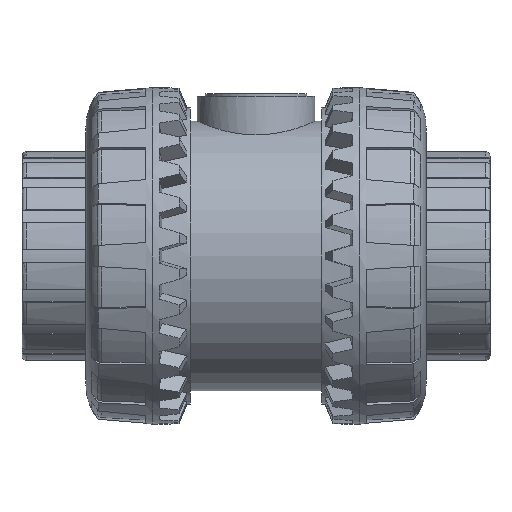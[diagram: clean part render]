
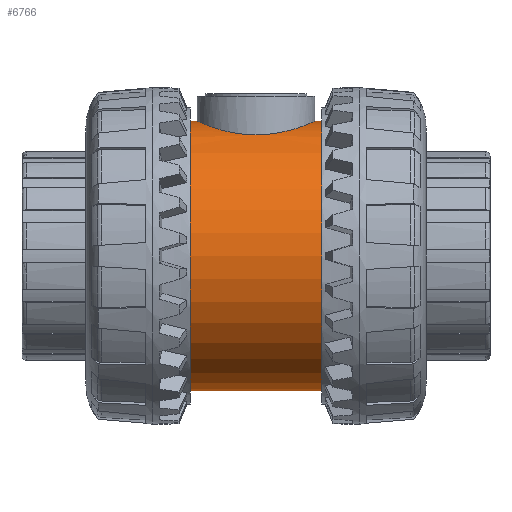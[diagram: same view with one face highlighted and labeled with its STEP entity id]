
A CAD part, front view. The second image highlights one B-rep face of the part: STEP entity #6766.
In plain terms, the highlighted cylindrical face has radius 40 mm (diameter 80 mm), a full revolution.
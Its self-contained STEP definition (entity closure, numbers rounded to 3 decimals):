
#1308=B_SPLINE_CURVE_WITH_KNOTS($,3,(#10247,#10248,#10249,#10250,#10251,
#10252,#10253,#10254,#10255,#10256,#10257,#10258,#10259,#10260,#10261,#10262,
#10263,#10264,#10265,#10266,#10267,#10268,#10269,#10270,#10271,#10272,#10273,
#10274,#10275,#10276,#10277,#10278,#10279,#10280,#10281,#10282,#10283,#10284,
#10285,#10286,#10287,#10288,#10289,#10290,#10291,#10292,#10293,#10294,#10295,
#10296,#10297,#10298,#10299,#10300,#10301,#10302,#10303,#10304,#10305,#10306,
#10307,#10308,#10309,#10310,#10311,#10312),.UNSPECIFIED.,.T.,.F.,(4,2,2,
2,2,2,2,2,2,2,2,2,2,2,2,2,2,2,2,2,2,2,2,2,2,2,2,2,2,2,2,2,4),(0.,0.335,
0.67,1.005,1.339,1.674,2.008,
2.342,2.677,3.011,3.345,3.68,
4.014,4.349,4.684,5.019,5.353,
5.688,6.023,6.358,6.693,7.027,
7.361,7.696,8.03,8.364,8.699,
9.033,9.367,9.702,10.037,10.372,
10.707),.UNSPECIFIED.);
#1409=FACE_BOUND($,#1838,.T.);
#1410=FACE_BOUND($,#1839,.T.);
#1411=FACE_BOUND($,#1840,.T.);
#1838=EDGE_LOOP($,(#4510));
#1839=EDGE_LOOP($,(#4511));
#1840=EDGE_LOOP($,(#4512));
#2260=CIRCLE($,#7172,40.);
#2261=CIRCLE($,#7174,40.);
#2660=VERTEX_POINT($,#10246);
#2661=VERTEX_POINT($,#10315);
#2662=VERTEX_POINT($,#10318);
#3403=EDGE_CURVE($,#2660,#2660,#1308,.T.);
#3404=EDGE_CURVE($,#2661,#2661,#2260,.T.);
#3405=EDGE_CURVE($,#2662,#2662,#2261,.T.);
#4510=ORIENTED_EDGE($,*,*,#3403,.T.);
#4511=ORIENTED_EDGE($,*,*,#3404,.F.);
#4512=ORIENTED_EDGE($,*,*,#3405,.F.);
#6711=CYLINDRICAL_SURFACE($,#7173,40.);
#6766=ADVANCED_FACE($,(#1409,#1410,#1411),#6711,.T.);
#7172=AXIS2_PLACEMENT_3D($,#10316,#8101,#8102);
#7173=AXIS2_PLACEMENT_3D($,#10317,#8103,#8104);
#7174=AXIS2_PLACEMENT_3D($,#10319,#8105,#8106);
#8101=DIRECTION('center_axis',(-1.,0.,0.));
#8102=DIRECTION('ref_axis',(0.,-1.,0.));
#8103=DIRECTION('center_axis',(1.,0.,0.));
#8104=DIRECTION('ref_axis',(0.,-1.,0.));
#8105=DIRECTION('center_axis',(1.,0.,0.));
#8106=DIRECTION('ref_axis',(0.,-1.,0.));
#10246=CARTESIAN_POINT('',(0.,-17.5,35.969));
#10247=CARTESIAN_POINT('Ctrl Pts',(0.,-17.5,35.969));
#10248=CARTESIAN_POINT('Ctrl Pts',(-1.116,-17.5,35.969));
#10249=CARTESIAN_POINT('Ctrl Pts',(-2.265,-17.392,
36.022));
#10250=CARTESIAN_POINT('Ctrl Pts',(-4.538,-16.941,
36.236));
#10251=CARTESIAN_POINT('Ctrl Pts',(-5.664,-16.599,
36.397));
#10252=CARTESIAN_POINT('Ctrl Pts',(-7.814,-15.702,
36.792));
#10253=CARTESIAN_POINT('Ctrl Pts',(-8.841,-15.146,
37.028));
#10254=CARTESIAN_POINT('Ctrl Pts',(-10.736,-13.867,
37.526));
#10255=CARTESIAN_POINT('Ctrl Pts',(-11.605,-13.143,37.788));
#10256=CARTESIAN_POINT('Ctrl Pts',(-13.142,-11.606,
38.288));
#10257=CARTESIAN_POINT('Ctrl Pts',(-13.866,-10.738,
38.544));
#10258=CARTESIAN_POINT('Ctrl Pts',(-15.145,-8.842,
39.023));
#10259=CARTESIAN_POINT('Ctrl Pts',(-15.702,-7.814,
39.244));
#10260=CARTESIAN_POINT('Ctrl Pts',(-16.6,-5.663,
39.612));
#10261=CARTESIAN_POINT('Ctrl Pts',(-16.942,-4.536,
39.758));
#10262=CARTESIAN_POINT('Ctrl Pts',(-17.392,-2.262,
39.952));
#10263=CARTESIAN_POINT('Ctrl Pts',(-17.5,-1.114,40.));
#10264=CARTESIAN_POINT('Ctrl Pts',(-17.5,1.114,40.));
#10265=CARTESIAN_POINT('Ctrl Pts',(-17.392,2.262,39.952));
#10266=CARTESIAN_POINT('Ctrl Pts',(-16.942,4.536,39.758));
#10267=CARTESIAN_POINT('Ctrl Pts',(-16.6,5.663,39.612));
#10268=CARTESIAN_POINT('Ctrl Pts',(-15.702,7.814,39.244));
#10269=CARTESIAN_POINT('Ctrl Pts',(-15.145,8.842,39.023));
#10270=CARTESIAN_POINT('Ctrl Pts',(-13.866,10.738,38.544));
#10271=CARTESIAN_POINT('Ctrl Pts',(-13.142,11.606,38.288));
#10272=CARTESIAN_POINT('Ctrl Pts',(-11.605,13.143,37.788));
#10273=CARTESIAN_POINT('Ctrl Pts',(-10.736,13.867,37.526));
#10274=CARTESIAN_POINT('Ctrl Pts',(-8.841,15.146,37.028));
#10275=CARTESIAN_POINT('Ctrl Pts',(-7.814,15.702,36.792));
#10276=CARTESIAN_POINT('Ctrl Pts',(-5.664,16.599,36.397));
#10277=CARTESIAN_POINT('Ctrl Pts',(-4.538,16.941,36.236));
#10278=CARTESIAN_POINT('Ctrl Pts',(-2.265,17.392,36.022));
#10279=CARTESIAN_POINT('Ctrl Pts',(-1.116,17.5,35.969));
#10280=CARTESIAN_POINT('Ctrl Pts',(1.116,17.5,35.969));
#10281=CARTESIAN_POINT('Ctrl Pts',(2.265,17.392,36.022));
#10282=CARTESIAN_POINT('Ctrl Pts',(4.538,16.941,36.236));
#10283=CARTESIAN_POINT('Ctrl Pts',(5.664,16.599,36.397));
#10284=CARTESIAN_POINT('Ctrl Pts',(7.814,15.702,36.792));
#10285=CARTESIAN_POINT('Ctrl Pts',(8.841,15.146,37.028));
#10286=CARTESIAN_POINT('Ctrl Pts',(10.736,13.867,37.526));
#10287=CARTESIAN_POINT('Ctrl Pts',(11.605,13.143,37.788));
#10288=CARTESIAN_POINT('Ctrl Pts',(13.142,11.606,38.288));
#10289=CARTESIAN_POINT('Ctrl Pts',(13.866,10.738,38.544));
#10290=CARTESIAN_POINT('Ctrl Pts',(15.145,8.842,39.023));
#10291=CARTESIAN_POINT('Ctrl Pts',(15.702,7.814,39.244));
#10292=CARTESIAN_POINT('Ctrl Pts',(16.6,5.663,39.612));
#10293=CARTESIAN_POINT('Ctrl Pts',(16.942,4.536,39.758));
#10294=CARTESIAN_POINT('Ctrl Pts',(17.392,2.262,39.952));
#10295=CARTESIAN_POINT('Ctrl Pts',(17.5,1.114,40.));
#10296=CARTESIAN_POINT('Ctrl Pts',(17.5,-1.114,40.));
#10297=CARTESIAN_POINT('Ctrl Pts',(17.392,-2.262,39.952));
#10298=CARTESIAN_POINT('Ctrl Pts',(16.942,-4.536,39.758));
#10299=CARTESIAN_POINT('Ctrl Pts',(16.6,-5.663,39.612));
#10300=CARTESIAN_POINT('Ctrl Pts',(15.702,-7.814,39.244));
#10301=CARTESIAN_POINT('Ctrl Pts',(15.145,-8.842,39.023));
#10302=CARTESIAN_POINT('Ctrl Pts',(13.866,-10.738,38.544));
#10303=CARTESIAN_POINT('Ctrl Pts',(13.142,-11.606,38.288));
#10304=CARTESIAN_POINT('Ctrl Pts',(11.605,-13.143,37.788));
#10305=CARTESIAN_POINT('Ctrl Pts',(10.736,-13.867,37.526));
#10306=CARTESIAN_POINT('Ctrl Pts',(8.841,-15.146,37.028));
#10307=CARTESIAN_POINT('Ctrl Pts',(7.814,-15.702,36.792));
#10308=CARTESIAN_POINT('Ctrl Pts',(5.664,-16.599,36.397));
#10309=CARTESIAN_POINT('Ctrl Pts',(4.538,-16.941,36.236));
#10310=CARTESIAN_POINT('Ctrl Pts',(2.265,-17.392,36.022));
#10311=CARTESIAN_POINT('Ctrl Pts',(1.116,-17.5,35.969));
#10312=CARTESIAN_POINT('Ctrl Pts',(0.,-17.5,35.969));
#10315=CARTESIAN_POINT('',(-33.8,40.,0.));
#10316=CARTESIAN_POINT('Origin',(-33.8,0.,0.));
#10317=CARTESIAN_POINT('Origin',(0.,0.,0.));
#10318=CARTESIAN_POINT('',(33.8,40.,0.));
#10319=CARTESIAN_POINT('Origin',(33.8,0.,0.));
